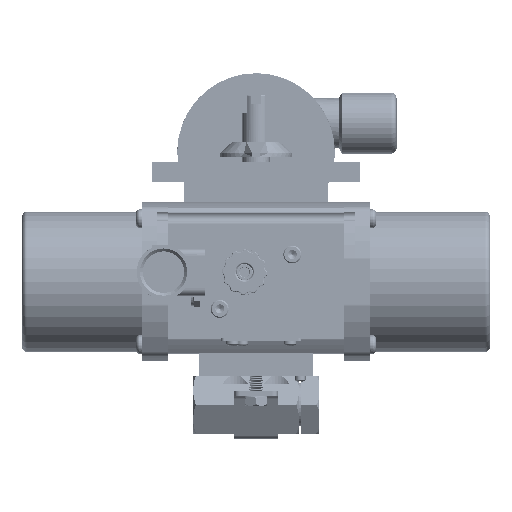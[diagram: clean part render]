
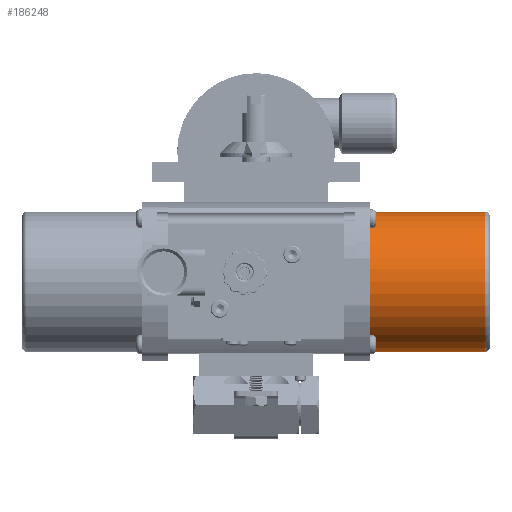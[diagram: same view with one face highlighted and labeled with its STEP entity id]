
A CAD part, top view. The second image highlights one B-rep face of the part: STEP entity #186248.
In plain terms, the highlighted cylindrical face has radius 30.963 mm (diameter 61.925 mm), a partial arc.
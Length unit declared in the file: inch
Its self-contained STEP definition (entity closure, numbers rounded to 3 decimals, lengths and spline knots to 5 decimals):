
#14440 = CARTESIAN_POINT ( 'NONE',  ( 3.9725, 3.355, 0. ) ) ;
#16530 = ORIENTED_EDGE ( 'NONE', *, *, #145995, .T. ) ;
#25578 = CYLINDRICAL_SURFACE ( 'NONE', #129273, 1.219 ) ;
#26992 = ORIENTED_EDGE ( 'NONE', *, *, #81004, .F. ) ;
#35306 = CARTESIAN_POINT ( 'NONE',  ( 3.9725, 2.136, 0. ) ) ;
#38670 = VERTEX_POINT ( 'NONE', #170191 ) ;
#39415 = EDGE_CURVE ( 'NONE', #38670, #143049, #109019, .T. ) ;
#50898 = CARTESIAN_POINT ( 'NONE',  ( 1.7145, 0.917, 0. ) ) ;
#52772 = DIRECTION ( 'NONE',  ( 0., -1., 0. ) ) ;
#54604 = CIRCLE ( 'NONE', #144998, 1.219 ) ;
#59004 = VERTEX_POINT ( 'NONE', #14440 ) ;
#70252 = EDGE_CURVE ( 'NONE', #192024, #59004, #54604, .T. ) ;
#81004 = EDGE_CURVE ( 'NONE', #192024, #143049, #176444, .T. ) ;
#81129 = CARTESIAN_POINT ( 'NONE',  ( 3.9725, 0.917, 0. ) ) ;
#84229 = VECTOR ( 'NONE', #207025, 39.37008 ) ;
#87032 = DIRECTION ( 'NONE',  ( -1., 0., 0. ) ) ;
#90925 = DIRECTION ( 'NONE',  ( -1., 0., 0. ) ) ;
#101052 = DIRECTION ( 'NONE',  ( 1., 0., 0. ) ) ;
#109019 = CIRCLE ( 'NONE', #161705, 1.219 ) ;
#114733 = CARTESIAN_POINT ( 'NONE',  ( 1.8575, 0.917, 0. ) ) ;
#129273 = AXIS2_PLACEMENT_3D ( 'NONE', #141685, #90925, #212260 ) ;
#134886 = VECTOR ( 'NONE', #87032, 39.37008 ) ;
#141685 = CARTESIAN_POINT ( 'NONE',  ( 1.7145, 2.136, 0. ) ) ;
#143049 = VERTEX_POINT ( 'NONE', #114733 ) ;
#144998 = AXIS2_PLACEMENT_3D ( 'NONE', #35306, #156551, #52772 ) ;
#145995 = EDGE_CURVE ( 'NONE', #59004, #38670, #186517, .T. ) ;
#156551 = DIRECTION ( 'NONE',  ( -1., 0., 0. ) ) ;
#161705 = AXIS2_PLACEMENT_3D ( 'NONE', #204955, #101052, #222442 ) ;
#163149 = ORIENTED_EDGE ( 'NONE', *, *, #39415, .T. ) ;
#163920 = FACE_OUTER_BOUND ( 'NONE', #190500, .T. ) ;
#170191 = CARTESIAN_POINT ( 'NONE',  ( 1.8575, 3.355, 0. ) ) ;
#173413 = CARTESIAN_POINT ( 'NONE',  ( 1.7145, 3.355, 0. ) ) ;
#176444 = LINE ( 'NONE', #50898, #84229 ) ;
#186248 = ADVANCED_FACE ( 'NONE', ( #163920 ), #25578, .T. ) ;
#186517 = LINE ( 'NONE', #173413, #134886 ) ;
#190069 = ORIENTED_EDGE ( 'NONE', *, *, #70252, .T. ) ;
#190500 = EDGE_LOOP ( 'NONE', ( #26992, #190069, #16530, #163149 ) ) ;
#192024 = VERTEX_POINT ( 'NONE', #81129 ) ;
#204955 = CARTESIAN_POINT ( 'NONE',  ( 1.8575, 2.136, 0. ) ) ;
#207025 = DIRECTION ( 'NONE',  ( -1., 0., 0. ) ) ;
#212260 = DIRECTION ( 'NONE',  ( 0., 1., 0. ) ) ;
#222442 = DIRECTION ( 'NONE',  ( 0., -1., 0. ) ) ;
